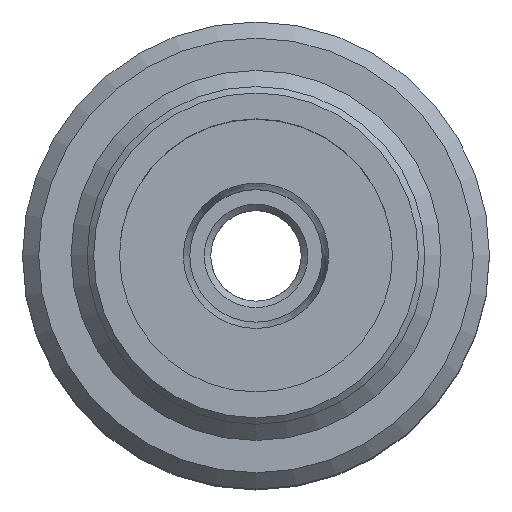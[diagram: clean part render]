
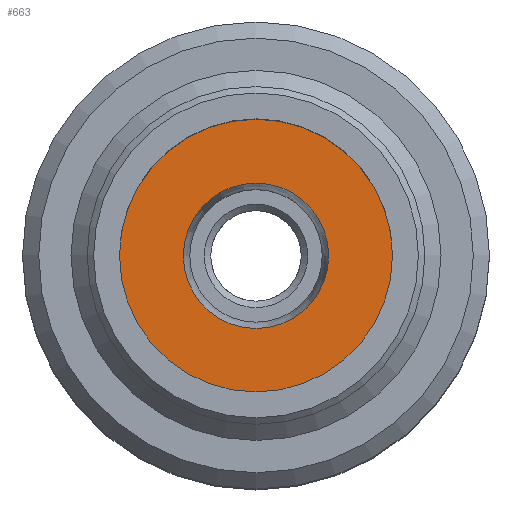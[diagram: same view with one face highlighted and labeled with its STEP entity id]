
A CAD part, top view. The second image highlights one B-rep face of the part: STEP entity #663.
In plain terms, the highlighted planar face has unit normal (0, 0, 1).
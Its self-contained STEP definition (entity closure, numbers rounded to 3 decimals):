
#487 = CONICAL_SURFACE('',#488,2.05,0.245);
#488 = AXIS2_PLACEMENT_3D('',#489,#490,#491);
#489 = CARTESIAN_POINT('',(0.,0.,2.65));
#490 = DIRECTION('',(-0.,-0.,1.));
#491 = DIRECTION('',(1.,0.,0.));
#556 = VERTEX_POINT('',#557);
#557 = CARTESIAN_POINT('',(2.25,0.,3.45));
#578 = EDGE_CURVE('',#556,#556,#579,.T.);
#579 = SURFACE_CURVE('',#580,(#585,#592),.PCURVE_S1.);
#580 = CIRCLE('',#581,2.25);
#581 = AXIS2_PLACEMENT_3D('',#582,#583,#584);
#582 = CARTESIAN_POINT('',(0.,0.,3.45));
#583 = DIRECTION('',(0.,-0.,1.));
#584 = DIRECTION('',(1.,0.,0.));
#585 = PCURVE('',#487,#586);
#586 = DEFINITIONAL_REPRESENTATION('',(#587),#591);
#587 = LINE('',#588,#589);
#588 = CARTESIAN_POINT('',(0.,0.8));
#589 = VECTOR('',#590,1.);
#590 = DIRECTION('',(1.,0.));
#591 = ( GEOMETRIC_REPRESENTATION_CONTEXT(2) 
PARAMETRIC_REPRESENTATION_CONTEXT() REPRESENTATION_CONTEXT('2D SPACE',''
  ) );
#592 = PCURVE('',#593,#598);
#593 = PLANE('',#594);
#594 = AXIS2_PLACEMENT_3D('',#595,#596,#597);
#595 = CARTESIAN_POINT('',(0.,0.,3.45));
#596 = DIRECTION('',(0.,0.,-1.));
#597 = DIRECTION('',(-1.,0.,0.));
#598 = DEFINITIONAL_REPRESENTATION('',(#599),#607);
#599 = ( BOUNDED_CURVE() B_SPLINE_CURVE(2,(#600,#601,#602,#603,#604,#605
,#606),.UNSPECIFIED.,.T.,.F.) B_SPLINE_CURVE_WITH_KNOTS((1,2,2,2,2,1),(
    -2.094,0.,2.094,4.189,6.283,
8.378),.UNSPECIFIED.) CURVE() GEOMETRIC_REPRESENTATION_ITEM() 
RATIONAL_B_SPLINE_CURVE((1.,0.5,1.,0.5,1.,0.5,1.)) REPRESENTATION_ITEM(
  '') );
#600 = CARTESIAN_POINT('',(-2.25,0.));
#601 = CARTESIAN_POINT('',(-2.25,3.897));
#602 = CARTESIAN_POINT('',(1.125,1.949));
#603 = CARTESIAN_POINT('',(4.5,0.));
#604 = CARTESIAN_POINT('',(1.125,-1.949));
#605 = CARTESIAN_POINT('',(-2.25,-3.897));
#606 = CARTESIAN_POINT('',(-2.25,0.));
#607 = ( GEOMETRIC_REPRESENTATION_CONTEXT(2) 
PARAMETRIC_REPRESENTATION_CONTEXT() REPRESENTATION_CONTEXT('2D SPACE',''
  ) );
#663 = ADVANCED_FACE('',(#664,#667),#593,.F.);
#664 = FACE_BOUND('',#665,.F.);
#665 = EDGE_LOOP('',(#666));
#666 = ORIENTED_EDGE('',*,*,#578,.T.);
#667 = FACE_BOUND('',#668,.F.);
#668 = EDGE_LOOP('',(#669));
#669 = ORIENTED_EDGE('',*,*,#670,.T.);
#670 = EDGE_CURVE('',#671,#671,#673,.T.);
#671 = VERTEX_POINT('',#672);
#672 = CARTESIAN_POINT('',(-4.225,0.,3.45));
#673 = SURFACE_CURVE('',#674,(#679,#686),.PCURVE_S1.);
#674 = CIRCLE('',#675,4.225);
#675 = AXIS2_PLACEMENT_3D('',#676,#677,#678);
#676 = CARTESIAN_POINT('',(0.,0.,3.45));
#677 = DIRECTION('',(0.,0.,-1.));
#678 = DIRECTION('',(-1.,0.,0.));
#679 = PCURVE('',#593,#680);
#680 = DEFINITIONAL_REPRESENTATION('',(#681),#685);
#681 = CIRCLE('',#682,4.225);
#682 = AXIS2_PLACEMENT_2D('',#683,#684);
#683 = CARTESIAN_POINT('',(0.,0.));
#684 = DIRECTION('',(1.,0.));
#685 = ( GEOMETRIC_REPRESENTATION_CONTEXT(2) 
PARAMETRIC_REPRESENTATION_CONTEXT() REPRESENTATION_CONTEXT('2D SPACE',''
  ) );
#686 = PCURVE('',#687,#692);
#687 = CYLINDRICAL_SURFACE('',#688,4.225);
#688 = AXIS2_PLACEMENT_3D('',#689,#690,#691);
#689 = CARTESIAN_POINT('',(0.,0.,10.5));
#690 = DIRECTION('',(0.,0.,-1.));
#691 = DIRECTION('',(-1.,0.,0.));
#692 = DEFINITIONAL_REPRESENTATION('',(#693),#697);
#693 = LINE('',#694,#695);
#694 = CARTESIAN_POINT('',(0.,7.05));
#695 = VECTOR('',#696,1.);
#696 = DIRECTION('',(1.,0.));
#697 = ( GEOMETRIC_REPRESENTATION_CONTEXT(2) 
PARAMETRIC_REPRESENTATION_CONTEXT() REPRESENTATION_CONTEXT('2D SPACE',''
  ) );
